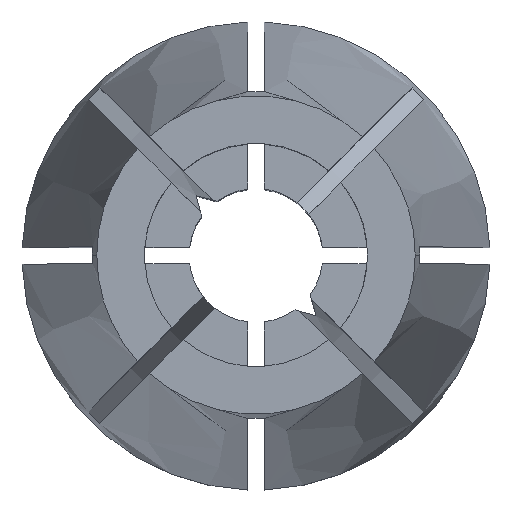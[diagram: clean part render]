
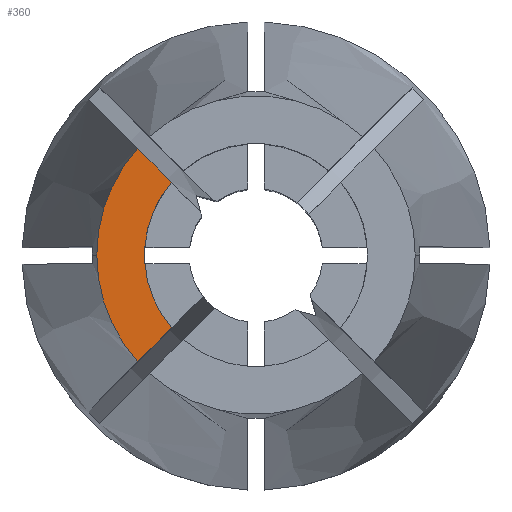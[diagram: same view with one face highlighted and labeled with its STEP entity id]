
A CAD part, top view. The second image highlights one B-rep face of the part: STEP entity #360.
In plain terms, the highlighted planar face has unit normal (0, 0, 1).
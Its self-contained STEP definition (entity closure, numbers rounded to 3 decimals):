
#108 = VERTEX_POINT ( 'NONE', #1365 ) ;
#143 = EDGE_CURVE ( 'NONE', #108, #2094, #1739, .T. ) ;
#195 = CIRCLE ( 'NONE', #855, 5. ) ;
#211 = DIRECTION ( 'NONE',  ( 0., 0., -1. ) ) ;
#259 = CARTESIAN_POINT ( 'NONE',  ( -5.308, -4.778, 0. ) ) ;
#291 = ORIENTED_EDGE ( 'NONE', *, *, #1587, .T. ) ;
#315 = LINE ( 'NONE', #1498, #2081 ) ;
#360 = ADVANCED_FACE ( 'NONE', ( #475 ), #1588, .F. ) ;
#414 = DIRECTION ( 'NONE',  ( 1., 0., 0. ) ) ;
#432 = AXIS2_PLACEMENT_3D ( 'NONE', #928, #211, #2243 ) ;
#442 = EDGE_CURVE ( 'NONE', #603, #108, #893, .T. ) ;
#475 = FACE_OUTER_BOUND ( 'NONE', #1008, .T. ) ;
#603 = VERTEX_POINT ( 'NONE', #2019 ) ;
#631 = AXIS2_PLACEMENT_3D ( 'NONE', #1611, #1724, #2146 ) ;
#722 = AXIS2_PLACEMENT_3D ( 'NONE', #1060, #1091, #414 ) ;
#727 = VERTEX_POINT ( 'NONE', #750 ) ;
#750 = CARTESIAN_POINT ( 'NONE',  ( -3.791, 3.26, 0. ) ) ;
#855 = AXIS2_PLACEMENT_3D ( 'NONE', #2208, #2215, #1975 ) ;
#893 = CIRCLE ( 'NONE', #722, 7.141 ) ;
#928 = CARTESIAN_POINT ( 'NONE',  ( 0., 0., 0. ) ) ;
#1008 = EDGE_LOOP ( 'NONE', ( #2635, #2768, #291, #2164, #1558 ) ) ;
#1060 = CARTESIAN_POINT ( 'NONE',  ( 0., 0., 0. ) ) ;
#1091 = DIRECTION ( 'NONE',  ( 0., 0., 1. ) ) ;
#1097 = EDGE_CURVE ( 'NONE', #603, #727, #315, .T. ) ;
#1107 = DIRECTION ( 'NONE',  ( 0.707, 0.707, 0. ) ) ;
#1365 = CARTESIAN_POINT ( 'NONE',  ( -7.141, 0., 0. ) ) ;
#1404 = DIRECTION ( 'NONE',  ( 0.707, -0.707, 0. ) ) ;
#1494 = EDGE_CURVE ( 'NONE', #727, #2467, #195, .T. ) ;
#1498 = CARTESIAN_POINT ( 'NONE',  ( -0.265, -0.265, 0. ) ) ;
#1558 = ORIENTED_EDGE ( 'NONE', *, *, #1097, .F. ) ;
#1587 = EDGE_CURVE ( 'NONE', #2094, #2467, #1894, .T. ) ;
#1588 = PLANE ( 'NONE',  #432 ) ;
#1611 = CARTESIAN_POINT ( 'NONE',  ( 0., 0., 0. ) ) ;
#1724 = DIRECTION ( 'NONE',  ( 0., 0., 1. ) ) ;
#1739 = CIRCLE ( 'NONE', #631, 7.141 ) ;
#1894 = LINE ( 'NONE', #2197, #2346 ) ;
#1975 = DIRECTION ( 'NONE',  ( 1., 0., 0. ) ) ;
#2019 = CARTESIAN_POINT ( 'NONE',  ( -5.308, 4.778, 0. ) ) ;
#2027 = CARTESIAN_POINT ( 'NONE',  ( -3.791, -3.26, 0. ) ) ;
#2081 = VECTOR ( 'NONE', #1404, 1000. ) ;
#2094 = VERTEX_POINT ( 'NONE', #259 ) ;
#2146 = DIRECTION ( 'NONE',  ( 1., 0., 0. ) ) ;
#2164 = ORIENTED_EDGE ( 'NONE', *, *, #1494, .F. ) ;
#2197 = CARTESIAN_POINT ( 'NONE',  ( -0.265, 0.265, 0. ) ) ;
#2208 = CARTESIAN_POINT ( 'NONE',  ( 0., 0., 0. ) ) ;
#2215 = DIRECTION ( 'NONE',  ( 0., 0., 1. ) ) ;
#2243 = DIRECTION ( 'NONE',  ( -1., 0., 0. ) ) ;
#2346 = VECTOR ( 'NONE', #1107, 1000. ) ;
#2467 = VERTEX_POINT ( 'NONE', #2027 ) ;
#2635 = ORIENTED_EDGE ( 'NONE', *, *, #442, .T. ) ;
#2768 = ORIENTED_EDGE ( 'NONE', *, *, #143, .T. ) ;
